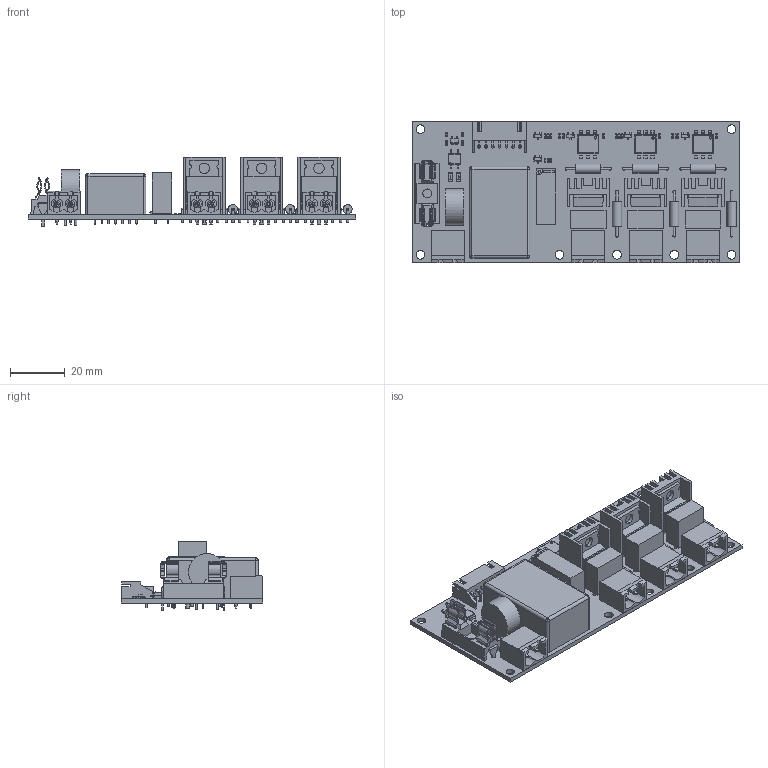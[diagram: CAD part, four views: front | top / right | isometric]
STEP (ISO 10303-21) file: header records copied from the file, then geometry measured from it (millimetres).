
FILE_DESCRIPTION(('Open CASCADE Model'),'2;1');
FILE_NAME('Open CASCADE Shape Model','2021-07-21T19:51:51',('Author'),( 'Open CASCADE'),'Open CASCADE STEP processor 6.8','Open CASCADE 6.8' ,'Unknown');
FILE_SCHEMA(('AUTOMOTIVE_DESIGN { 1 0 10303 214 1 1 1 1 }'));
Length unit declared in the file: millimetre
Products named in the file (123): PCB; Board; Open CASCADE STEP translator 6.8 2.1.1; HS1; 6323728208; Cylinder; 6323728048; Extruded; HS3; HS2; C2; 6323727248; 6323727408; 6323727568; R19; 6350709584; 6350709424; 6350709264; 6350709104; 6350708944; R14; R9; XF1; 696101000002; 696101000002_-_PTF_15; U5; 6307137408; Open_CASCADE_STEP_translator_6.8_26.1; Body; Open_CASCADE_STEP_translator_6.8_26.2.1; Leader; U4; U3; U2; 6307137888; Open_CASCADE_STEP_translator_6.8_10.1.1; U1; 6307137488; Open_CASCADE_STEP_translator_6.8_20.1; Open_CASCADE_STEP_translator_6.8_20.2.1 ...
Assembly tree (192 placements, depth 5):
  PCB
    Board
      Open CASCADE STEP translator 6.8 2.1.1
    HS1
      6323728208
        Cylinder
      6323728048
        Extruded
    HS3
      6323728208
        Cylinder
      6323728048
        Extruded
    HS2
      6323728208
        Cylinder
      6323728048
        Extruded
    C2
      6323727248
        Cylinder
      6323727408
        Extruded
      6323727568
        Cylinder
    R19
      6350709584
        Cylinder
      6350709424
        Cylinder
      6350709264
        Cylinder
      6350709104
        Cylinder
      6350708944
        Cylinder
    R14
      6350709584
        Cylinder
      6350709424
        Cylinder
      6350709264
        Cylinder
      6350709104
        Cylinder
      6350708944
        Cylinder
    R9
      6350709584
        Cylinder
      6350709424
        Cylinder
      6350709264
        Cylinder
      6350709104
        Cylinder
      6350708944
        Cylinder
    XF1
      696101000002
Bounding box: 120 x 52 x 25.45 mm (x, y, z)
Volume: 38178.7 mm3; surface area: 38704.3 mm2
Topology: 177 solids, 181 shells, 4330 faces, 10569 edges, 6674 vertices
Faces by surface type: plane 2780, bspline 863, cylinder 613, sphere 66, torus 8
Full cylindrical faces by diameter (mm): 0.5 x1, 0.7 x6, 0.8 x26, 0.875 x3, 0.9 x4, 1 x27, 1.1 x13, 1.42 x3, 1.5 x2, 1.6 x11, 2.75 x8, 3.2 x8, 3.4 x6, 4.5 x2, 13.5 x1
Entity records: 54589 total; most frequent: CARTESIAN_POINT 16100, ORIENTED_EDGE 6522, DIRECTION 6324, EDGE_CURVE 3262, LINE 2304, VECTOR 2304, VERTEX_POINT 2074, AXIS2_PLACEMENT_3D 2010
